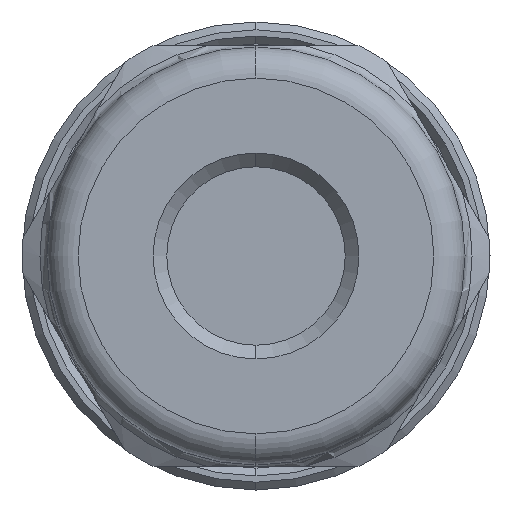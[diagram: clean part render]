
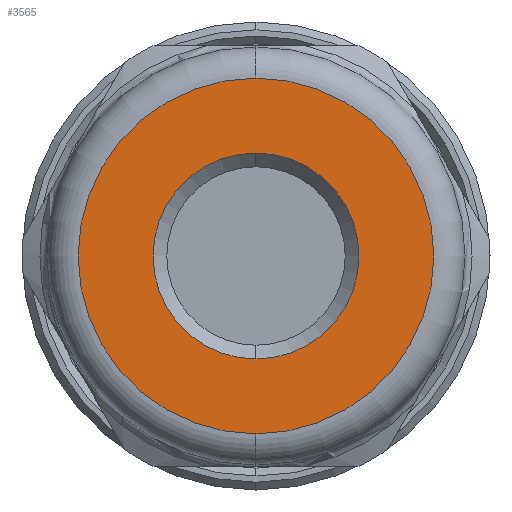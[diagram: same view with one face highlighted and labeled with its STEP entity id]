
A CAD part, left-side view. The second image highlights one B-rep face of the part: STEP entity #3565.
In plain terms, the highlighted planar face has unit normal (-1, 0, 0).
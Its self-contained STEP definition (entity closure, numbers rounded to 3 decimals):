
#188 = EDGE_CURVE ( 'NONE', #2117, #2118, #2359, .T. ) ;
#189 = EDGE_CURVE ( 'NONE', #1889, #1895, #2361, .T. ) ;
#294 = AXIS2_PLACEMENT_3D ( 'NONE', #427, #428, #429 ) ;
#295 = AXIS2_PLACEMENT_3D ( 'NONE', #430, #431, #432 ) ;
#315 = AXIS2_PLACEMENT_3D ( 'NONE', #675, #676, #677 ) ;
#371 = AXIS2_PLACEMENT_3D ( 'NONE', #885, #886, #887 ) ;
#374 = AXIS2_PLACEMENT_3D ( 'NONE', #894, #895, #896 ) ;
#427 = CARTESIAN_POINT ( 'NONE',  ( -31.2, 0., 0. ) ) ;
#428 = DIRECTION ( 'NONE',  ( 1., 0., 0. ) ) ;
#429 = DIRECTION ( 'NONE',  ( 0., 0., -1. ) ) ;
#430 = CARTESIAN_POINT ( 'NONE',  ( -31.2, 0., 0. ) ) ;
#431 = DIRECTION ( 'NONE',  ( 1., 0., 0. ) ) ;
#432 = DIRECTION ( 'NONE',  ( 0., 0., -1. ) ) ;
#467 = CARTESIAN_POINT ( 'NONE',  ( -31.2, 0., -6.6 ) ) ;
#473 = CARTESIAN_POINT ( 'NONE',  ( -31.2, 0., 6.6 ) ) ;
#588 = CARTESIAN_POINT ( 'NONE',  ( -31.2, 0., 11.4 ) ) ;
#589 = CARTESIAN_POINT ( 'NONE',  ( -31.2, 0., -11.4 ) ) ;
#674 = PLANE ( 'NONE',  #315 ) ;
#675 = CARTESIAN_POINT ( 'NONE',  ( -31.2, 11.4, 0. ) ) ;
#676 = DIRECTION ( 'NONE',  ( -1., 0., 0. ) ) ;
#677 = DIRECTION ( 'NONE',  ( 0., 0., 1. ) ) ;
#885 = CARTESIAN_POINT ( 'NONE',  ( -31.2, 0., 0. ) ) ;
#886 = DIRECTION ( 'NONE',  ( 1., 0., 0. ) ) ;
#887 = DIRECTION ( 'NONE',  ( 0., 0., -1. ) ) ;
#894 = CARTESIAN_POINT ( 'NONE',  ( -31.2, 0., 0. ) ) ;
#895 = DIRECTION ( 'NONE',  ( 1., 0., 0. ) ) ;
#896 = DIRECTION ( 'NONE',  ( 0., 0., -1. ) ) ;
#1121 = CIRCLE ( 'NONE', #371, 11.4 ) ;
#1125 = CIRCLE ( 'NONE', #374, 6.6 ) ;
#1889 = VERTEX_POINT ( 'NONE', #467 ) ;
#1895 = VERTEX_POINT ( 'NONE', #473 ) ;
#2117 = VERTEX_POINT ( 'NONE', #588 ) ;
#2118 = VERTEX_POINT ( 'NONE', #589 ) ;
#2155 = ORIENTED_EDGE ( 'NONE', *, *, #3675, .T. ) ;
#2156 = ORIENTED_EDGE ( 'NONE', *, *, #189, .T. ) ;
#2157 = ORIENTED_EDGE ( 'NONE', *, *, #3672, .F. ) ;
#2158 = ORIENTED_EDGE ( 'NONE', *, *, #188, .F. ) ;
#2359 = CIRCLE ( 'NONE', #294, 11.4 ) ;
#2361 = CIRCLE ( 'NONE', #295, 6.6 ) ;
#2393 = FACE_BOUND ( 'NONE', #2671, .T. ) ;
#2394 = FACE_OUTER_BOUND ( 'NONE', #2646, .T. ) ;
#2646 = EDGE_LOOP ( 'NONE', ( #2157, #2158 ) ) ;
#2671 = EDGE_LOOP ( 'NONE', ( #2155, #2156 ) ) ;
#3565 = ADVANCED_FACE ( 'NONE', ( #2393, #2394 ), #674, .T. ) ;
#3672 = EDGE_CURVE ( 'NONE', #2118, #2117, #1121, .T. ) ;
#3675 = EDGE_CURVE ( 'NONE', #1895, #1889, #1125, .T. ) ;
